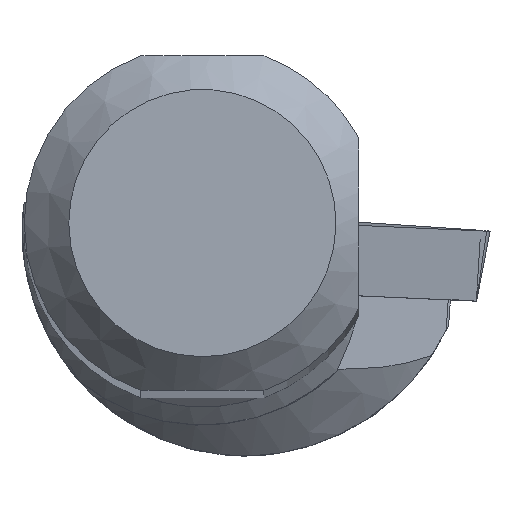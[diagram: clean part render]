
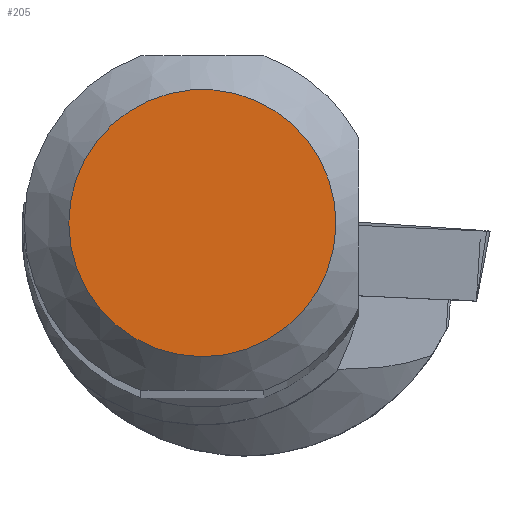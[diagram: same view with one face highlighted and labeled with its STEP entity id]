
A CAD part, top view. The second image highlights one B-rep face of the part: STEP entity #205.
In plain terms, the highlighted planar face has unit normal (0, 0, 1).
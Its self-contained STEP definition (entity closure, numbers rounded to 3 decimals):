
#159=FACE_OUTER_BOUND('',#415,.T.);
#205=ADVANCED_FACE('',(#159),#237,.T.);
#237=PLANE('',#1082);
#415=EDGE_LOOP('',(#593));
#593=ORIENTED_EDGE('',*,*,#872,.F.);
#764=VERTEX_POINT('',#1779);
#872=EDGE_CURVE('',#764,#764,#919,.T.);
#919=CIRCLE('',#1081,5.993);
#1081=AXIS2_PLACEMENT_3D('',#1778,#1299,#1300);
#1082=AXIS2_PLACEMENT_3D('',#1780,#1301,#1302);
#1299=DIRECTION('',(0.,0.,-1.));
#1300=DIRECTION('',(-1.,0.,0.));
#1301=DIRECTION('',(0.,0.,1.));
#1302=DIRECTION('',(-1.,0.,0.));
#1778=CARTESIAN_POINT('',(0.,0.,0.));
#1779=CARTESIAN_POINT('',(-5.993,0.,0.));
#1780=CARTESIAN_POINT('',(0.,0.,
0.));
